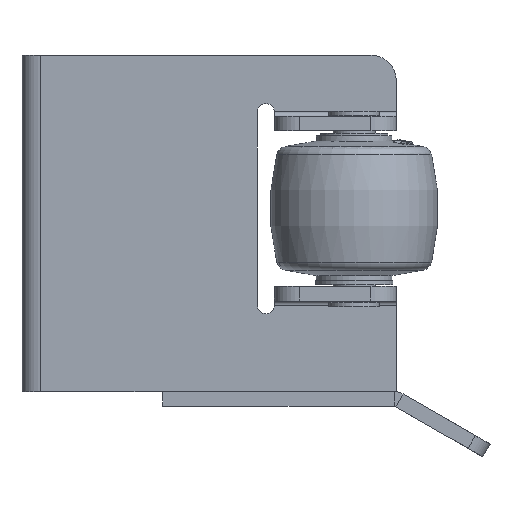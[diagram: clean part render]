
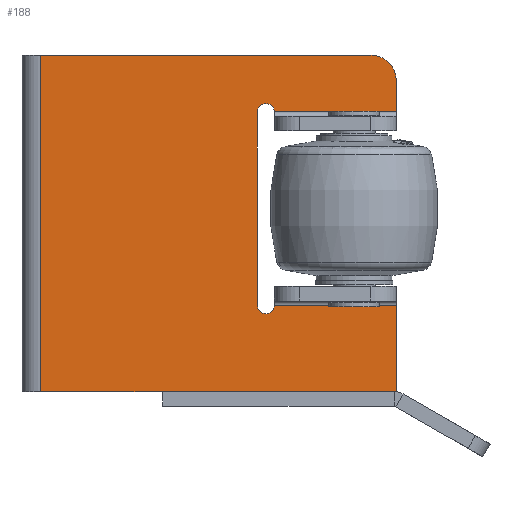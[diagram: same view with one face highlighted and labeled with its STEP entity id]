
A CAD part, left-side view. The second image highlights one B-rep face of the part: STEP entity #188.
In plain terms, the highlighted planar face has unit normal (-1, 0, 0).
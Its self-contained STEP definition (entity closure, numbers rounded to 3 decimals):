
#188=ADVANCED_FACE('',(#6810),#6812,.F.);
#6810=FACE_BOUND('',#6811,.T.);
#6811=EDGE_LOOP('',(#12090,#12091,#12092,#12093,#12094,#12095,#12096,#12097,#12098,
#12099,#12100));
#6812=PLANE('',#6813);
#6813=AXIS2_PLACEMENT_3D('',#6814,#6815,#6816);
#6814=CARTESIAN_POINT('',(-57.5,56.32,0.));
#6815=DIRECTION('',(1.,0.,0.));
#6816=DIRECTION('',(0.,1.,0.));
#12090=ORIENTED_EDGE('',*,*,#16346,.F.);
#12091=ORIENTED_EDGE('',*,*,#16347,.F.);
#12092=ORIENTED_EDGE('',*,*,#16348,.T.);
#12093=ORIENTED_EDGE('',*,*,#16299,.F.);
#12094=ORIENTED_EDGE('',*,*,#16345,.F.);
#12095=ORIENTED_EDGE('',*,*,#16349,.T.);
#12096=ORIENTED_EDGE('',*,*,#16350,.T.);
#12097=ORIENTED_EDGE('',*,*,#16351,.T.);
#12098=ORIENTED_EDGE('',*,*,#16352,.T.);
#12099=ORIENTED_EDGE('',*,*,#16353,.T.);
#12100=ORIENTED_EDGE('',*,*,#16354,.F.);
#16299=EDGE_CURVE('',#18336,#18338,#18339,.T.);
#16345=EDGE_CURVE('',#18417,#18336,#18419,.T.);
#16346=EDGE_CURVE('',#18420,#18421,#18422,.F.);
#16347=EDGE_CURVE('',#18423,#18420,#18424,.T.);
#16348=EDGE_CURVE('',#18423,#18338,#18425,.T.);
#16349=EDGE_CURVE('',#18417,#18426,#18427,.T.);
#16350=EDGE_CURVE('',#18426,#18428,#18429,.T.);
#16351=EDGE_CURVE('',#18428,#18430,#18431,.T.);
#16352=EDGE_CURVE('',#18430,#18432,#18433,.T.);
#16353=EDGE_CURVE('',#18432,#18434,#18435,.T.);
#16354=EDGE_CURVE('',#18421,#18434,#18436,.T.);
#18336=VERTEX_POINT('',#21743);
#18338=VERTEX_POINT('',#21747);
#18339=LINE('',#21748,#21749);
#18417=VERTEX_POINT('',#21924);
#18419=LINE('',#21928,#21929);
#18420=VERTEX_POINT('',#21931);
#18421=VERTEX_POINT('',#21932);
#18422=CIRCLE('',#21933,6.);
#18423=VERTEX_POINT('',#21937);
#18424=LINE('',#21938,#21939);
#18425=LINE('',#21941,#21942);
#18426=VERTEX_POINT('',#21944);
#18427=LINE('',#21945,#21946);
#18428=VERTEX_POINT('',#21948);
#18429=CIRCLE('',#21949,2.);
#18430=VERTEX_POINT('',#21953);
#18431=LINE('',#21954,#21955);
#18432=VERTEX_POINT('',#21957);
#18433=CIRCLE('',#21958,2.);
#18434=VERTEX_POINT('',#21962);
#18435=LINE('',#21963,#21964);
#18436=LINE('',#21966,#21967);
#21743=CARTESIAN_POINT('',(-57.5,-85.5,0.));
#21747=CARTESIAN_POINT('',(-57.5,-1.,0.));
#21748=CARTESIAN_POINT('',(-57.5,-85.5,0.));
#21749=VECTOR('',#21750,1.);
#21750=DIRECTION('',(0.,1.,0.));
#21924=CARTESIAN_POINT('',(-57.5,-85.5,20.5));
#21928=CARTESIAN_POINT('',(-57.5,-85.5,20.5));
#21929=VECTOR('',#21930,1.);
#21930=DIRECTION('',(0.,0.,-1.));
#21931=CARTESIAN_POINT('',(-57.5,-79.5,80.));
#21932=CARTESIAN_POINT('',(-57.5,-85.5,74.));
#21933=AXIS2_PLACEMENT_3D('',#21934,#21935,#21936);
#21934=CARTESIAN_POINT('',(-57.5,-79.5,74.));
#21935=DIRECTION('',(-1.,0.,0.));
#21936=DIRECTION('',(0.,-1.,0.));
#21937=CARTESIAN_POINT('',(-57.5,-1.,80.));
#21938=CARTESIAN_POINT('',(-57.5,-1.,80.));
#21939=VECTOR('',#21940,1.);
#21940=DIRECTION('',(0.,-1.,0.));
#21941=CARTESIAN_POINT('',(-57.5,-1.,80.));
#21942=VECTOR('',#21943,1.);
#21943=DIRECTION('',(0.,0.,-1.));
#21944=CARTESIAN_POINT('',(-57.5,-56.5,20.5));
#21945=CARTESIAN_POINT('',(-57.5,-85.5,20.5));
#21946=VECTOR('',#21947,1.);
#21947=DIRECTION('',(0.,1.,0.));
#21948=CARTESIAN_POINT('',(-57.5,-52.5,20.5));
#21949=AXIS2_PLACEMENT_3D('',#21950,#21951,#21952);
#21950=CARTESIAN_POINT('',(-57.5,-54.5,20.5));
#21951=DIRECTION('',(1.,0.,0.));
#21952=DIRECTION('',(0.,-1.,0.));
#21953=CARTESIAN_POINT('',(-57.5,-52.5,66.5));
#21954=CARTESIAN_POINT('',(-57.5,-52.5,20.5));
#21955=VECTOR('',#21956,1.);
#21956=DIRECTION('',(0.,0.,1.));
#21957=CARTESIAN_POINT('',(-57.5,-56.5,66.5));
#21958=AXIS2_PLACEMENT_3D('',#21959,#21960,#21961);
#21959=CARTESIAN_POINT('',(-57.5,-54.5,66.5));
#21960=DIRECTION('',(1.,0.,0.));
#21961=DIRECTION('',(0.,1.,0.));
#21962=CARTESIAN_POINT('',(-57.5,-85.5,66.5));
#21963=CARTESIAN_POINT('',(-57.5,-56.5,66.5));
#21964=VECTOR('',#21965,1.);
#21965=DIRECTION('',(0.,-1.,0.));
#21966=CARTESIAN_POINT('',(-57.5,-85.5,74.));
#21967=VECTOR('',#21968,1.);
#21968=DIRECTION('',(0.,0.,-1.));
